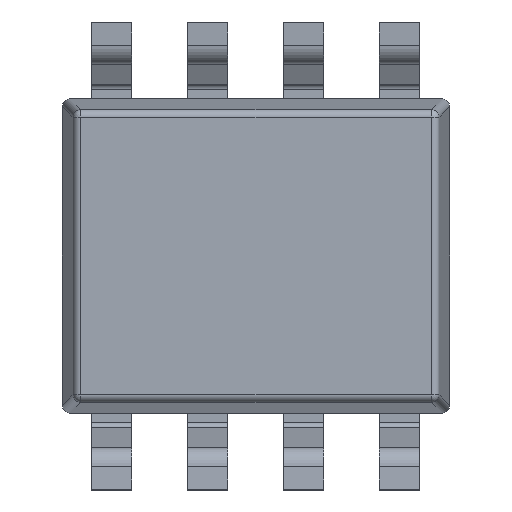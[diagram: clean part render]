
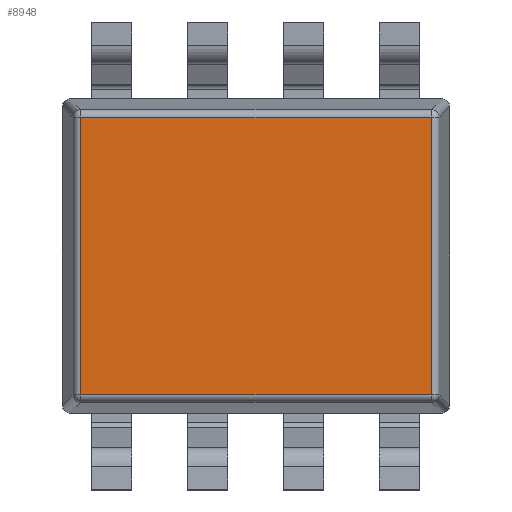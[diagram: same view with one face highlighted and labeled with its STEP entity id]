
A CAD part, front view. The second image highlights one B-rep face of the part: STEP entity #8948.
In plain terms, the highlighted planar face has unit normal (0, -1, 0).
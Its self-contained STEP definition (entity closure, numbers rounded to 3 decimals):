
#71=DIRECTION('',(0.,0.,-1.));
#72=VECTOR('',#71,3.679);
#73=CARTESIAN_POINT('',(-2.325,0.,1.84));
#74=LINE('',#73,#72);
#79=DIRECTION('',(-1.,0.,0.));
#80=VECTOR('',#79,4.649);
#81=CARTESIAN_POINT('',(2.325,0.,1.84));
#82=LINE('',#81,#80);
#86=DIRECTION('',(0.,0.,1.));
#87=VECTOR('',#86,3.679);
#88=CARTESIAN_POINT('',(2.325,0.,-1.84));
#89=LINE('',#88,#87);
#93=DIRECTION('',(1.,0.,0.));
#94=VECTOR('',#93,4.649);
#95=CARTESIAN_POINT('',(-2.325,0.,-1.84));
#96=LINE('',#95,#94);
#8913=CARTESIAN_POINT('',(-2.325,0.,1.84));
#8914=CARTESIAN_POINT('',(-2.325,0.,-1.84));
#8915=VERTEX_POINT('',#8913);
#8916=VERTEX_POINT('',#8914);
#8921=CARTESIAN_POINT('',(2.325,0.,-1.84));
#8922=VERTEX_POINT('',#8921);
#8927=CARTESIAN_POINT('',(2.325,0.,1.84));
#8928=VERTEX_POINT('',#8927);
#8933=CARTESIAN_POINT('',(0.,0.,0.));
#8934=DIRECTION('',(0.,1.,0.));
#8935=DIRECTION('',(1.,0.,0.));
#8936=AXIS2_PLACEMENT_3D('',#8933,#8934,#8935);
#8937=PLANE('',#8936);
#8939=ORIENTED_EDGE('',*,*,#8938,.F.);
#8941=ORIENTED_EDGE('',*,*,#8940,.F.);
#8943=ORIENTED_EDGE('',*,*,#8942,.F.);
#8945=ORIENTED_EDGE('',*,*,#8944,.F.);
#8946=EDGE_LOOP('',(#8939,#8941,#8943,#8945));
#8947=FACE_OUTER_BOUND('',#8946,.F.);
#8948=ADVANCED_FACE('',(#8947),#8937,.F.);
#8938=EDGE_CURVE('',#8915,#8916,#74,.T.);
#8940=EDGE_CURVE('',#8928,#8915,#82,.T.);
#8942=EDGE_CURVE('',#8922,#8928,#89,.T.);
#8944=EDGE_CURVE('',#8916,#8922,#96,.T.);
